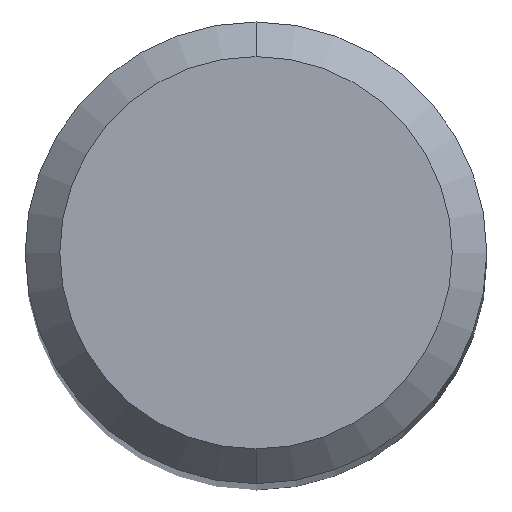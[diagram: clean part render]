
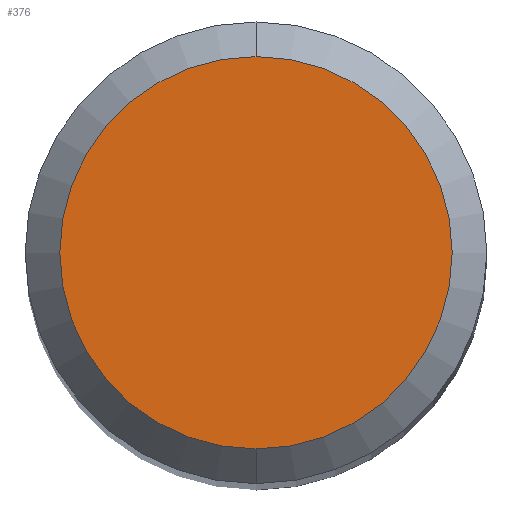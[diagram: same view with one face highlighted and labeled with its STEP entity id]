
A CAD part, top view. The second image highlights one B-rep face of the part: STEP entity #376.
In plain terms, the highlighted planar face has unit normal (0, 0, 1).
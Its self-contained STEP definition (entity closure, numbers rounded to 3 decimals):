
#206=VERTEX_POINT('',#502);
#328=VERTEX_POINT('',#640);
#340=EDGE_CURVE('',#328,#206,#652,.T.);
#376=ADVANCED_FACE('',(#691),#692,.T.);
#414=EDGE_CURVE('',#206,#328,#734,.T.);
#502=CARTESIAN_POINT('',(0.,-1.7,0.0));
#640=CARTESIAN_POINT('',(0.0,1.7,0.0));
#652=CIRCLE('',#1131,1.7);
#691=FACE_OUTER_BOUND('',#1199,.T.);
#692=PLANE('',#1200);
#734=CIRCLE('',#1304,1.7);
#1131=AXIS2_PLACEMENT_3D('',#1598,#1599,#1600);
#1199=EDGE_LOOP('',(#1639,#1640));
#1200=AXIS2_PLACEMENT_3D('',#1641,#1642,#1643);
#1304=AXIS2_PLACEMENT_3D('',#1690,#1691,#1692);
#1598=CARTESIAN_POINT('',(0.0,0.0,0.0));
#1599=DIRECTION('',(0.0,0.0,-1.0));
#1600=DIRECTION('',(0.0,1.0,0.0));
#1639=ORIENTED_EDGE('',*,*,#340,.F.);
#1640=ORIENTED_EDGE('',*,*,#414,.F.);
#1641=CARTESIAN_POINT('',(0.0,0.85,0.0));
#1642=DIRECTION('',(-0.0,0.0,1.0));
#1643=DIRECTION('',(0.0,-1.0,0.0));
#1690=CARTESIAN_POINT('',(0.0,0.0,0.0));
#1691=DIRECTION('',(0.0,0.0,-1.0));
#1692=DIRECTION('',(0.0,1.0,0.0));
